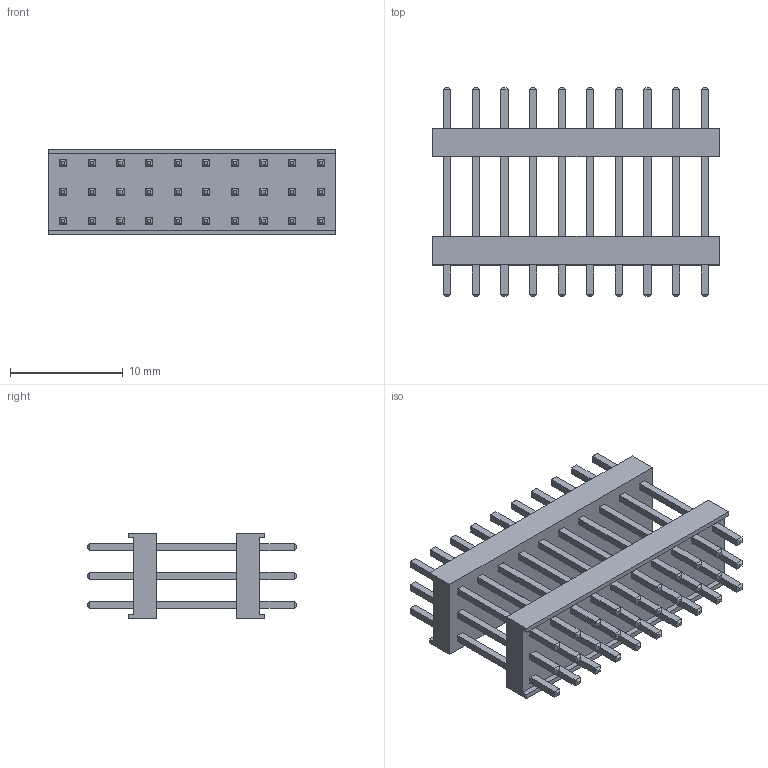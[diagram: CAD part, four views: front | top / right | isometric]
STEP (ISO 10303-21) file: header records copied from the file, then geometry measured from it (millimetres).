
FILE_DESCRIPTION(/* description */ ('STEP AP214'),/* implementation_level */ '2;1');
FILE_NAME(/* name */ 'DW-10-09-T-T-478',/* time_stamp */ '2025-05-08T10:29:25+02:00',/* author */ ('License CC BY-ND 4.0'),/* organization */ ('CADENAS'),/* preprocessor_version */ 'ST-DEVELOPER v19.3',/* originating_system */ 'PARTsolutions',/* authorisation */ ' ');
FILE_SCHEMA (('AUTOMOTIVE_DESIGN {1 0 10303 214 3 1 1}'));
Length unit declared in the file: inch
Products named in the file (4): DW-10-09-T-T-478; ZW-10-09-G-T-478-110bbody; ZW-10-09-G-T-478-110_pins; ZW-10-09-G-T-478-110_top_body
Assembly tree (3 placements, depth 2):
  DW-10-09-T-T-478
    ZW-10-09-G-T-478-110bbody
    ZW-10-09-G-T-478-110_pins
    ZW-10-09-G-T-478-110_top_body
Bounding box: 25.4 x 18.54 x 7.62 mm (x, y, z)
Volume: 1018.6 mm3; surface area: 3110.5 mm2
Topology: 3 solids, 3 shells, 800 faces, 1980 edges, 1240 vertices
Faces by surface type: plane 800
Entity records: 23208 total; most frequent: CARTESIAN_POINT 4024, ORIENTED_EDGE 3960, DIRECTION 3588, EDGE_CURVE 1980, LINE 1980, VECTOR 1980, VERTEX_POINT 1240, EDGE_LOOP 974
